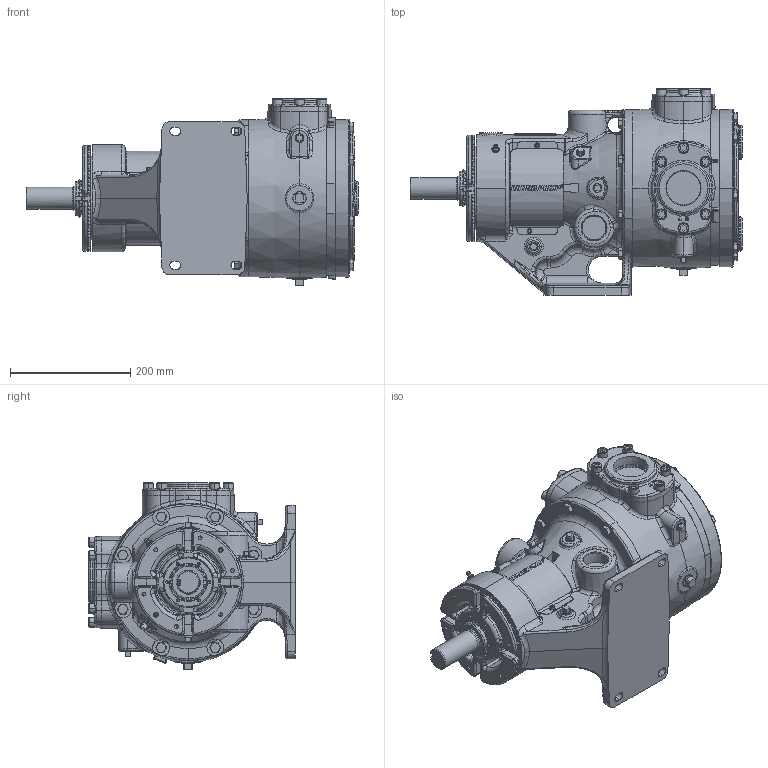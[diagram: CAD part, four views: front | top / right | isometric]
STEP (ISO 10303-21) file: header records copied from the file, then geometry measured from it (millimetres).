
FILE_DESCRIPTION (( 'STEP AP214' ), '1' );
FILE_NAME ('LV-4516.STEP', '2024-04-03T14:29:47', ( '' ), ( '' ), 'SwSTEP 2.0', 'SolidWorks 2022', '' );
FILE_SCHEMA (( 'AUTOMOTIVE_DESIGN' ));
Length unit declared in the file: inch
Products named in the file (1): LV-4516
Bounding box: 551.33 x 343.03 x 309.77 mm (x, y, z)
Volume: 17035007.8 mm3; surface area: 783837.1 mm2
Topology: 1 solids, 13 shells, 4519 faces, 11437 edges, 7118 vertices
Faces by surface type: plane 1494, bspline 1278, cylinder 897, cone 656, torus 136, sphere 58
Entity records: 255992 total; most frequent: CARTESIAN_POINT 100243, ORIENTED_EDGE 22716, DIRECTION 16388, EDGE_CURVE 11358, VERTEX_POINT 7115, AXIS2_PLACEMENT_3D 6310, EDGE_LOOP 4815, UNCERTAINTY_MEASURE_WITH_UNIT 4522
